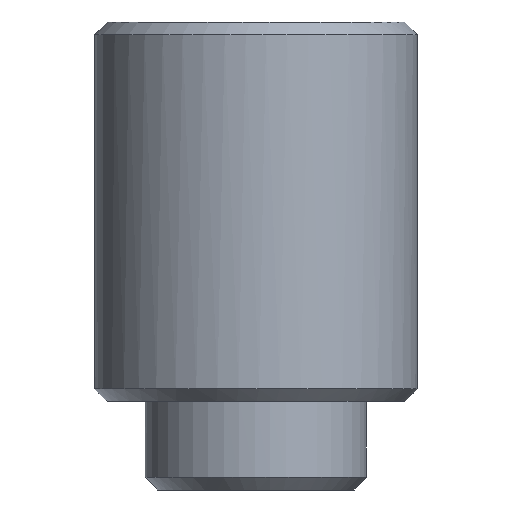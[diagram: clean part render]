
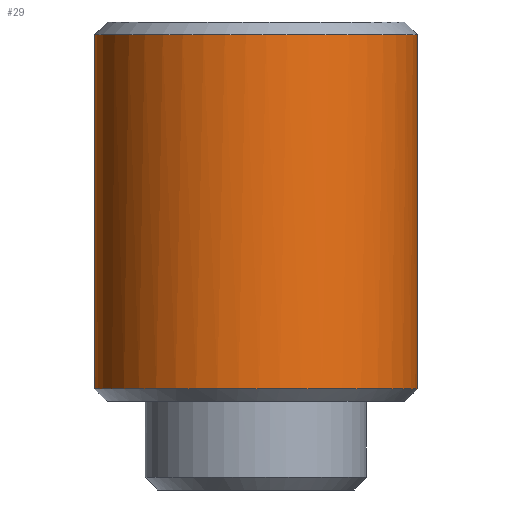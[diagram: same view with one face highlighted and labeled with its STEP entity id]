
A CAD part, front view. The second image highlights one B-rep face of the part: STEP entity #29.
In plain terms, the highlighted free-form (B-spline) face has degree [2, 1] with [9, 2] control points.
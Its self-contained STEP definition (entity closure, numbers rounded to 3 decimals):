
#29=ADVANCED_FACE('',(#75),#760,.T.);
#75=FACE_OUTER_BOUND('',#122,.T.);
#122=EDGE_LOOP('',(#174,#175,#176,#177));
#174=ORIENTED_EDGE('',*,*,#423,.F.);
#175=ORIENTED_EDGE('',*,*,#422,.F.);
#176=ORIENTED_EDGE('',*,*,#423,.T.);
#177=ORIENTED_EDGE('',*,*,#424,.F.);
#422=EDGE_CURVE('',#672,#672,#547,.T.);
#423=EDGE_CURVE('',#672,#673,#623,.T.);
#424=EDGE_CURVE('',#673,#673,#548,.T.);
#547=(
BOUNDED_CURVE()
B_SPLINE_CURVE(2,(#5689,#5690,#5691,#5692,#5693,#5694,#5695,#5696,#5697),
 .UNSPECIFIED.,.T.,.F.)
B_SPLINE_CURVE_WITH_KNOTS((3,2,2,2,3),(0.,3.691,
7.383,11.074,14.765),.UNSPECIFIED.)
CURVE()
GEOMETRIC_REPRESENTATION_ITEM()
RATIONAL_B_SPLINE_CURVE((1.,0.707,1.,0.707,1.,0.707,
1.,0.707,1.))
REPRESENTATION_ITEM('')
);
#548=(
BOUNDED_CURVE()
B_SPLINE_CURVE(2,(#5700,#5701,#5702,#5703,#5704,#5705,#5706,#5707,#5708),
 .UNSPECIFIED.,.T.,.F.)
B_SPLINE_CURVE_WITH_KNOTS((3,2,2,2,3),(0.,3.691,
7.383,11.074,14.765),.UNSPECIFIED.)
CURVE()
GEOMETRIC_REPRESENTATION_ITEM()
RATIONAL_B_SPLINE_CURVE((1.,0.707,1.,0.707,1.,0.707,
1.,0.707,1.))
REPRESENTATION_ITEM('')
);
#623=B_SPLINE_CURVE_WITH_KNOTS('',1,(#5698,#5699),.UNSPECIFIED.,.F.,.F.,
(2,2),(1.212,6.812),.UNSPECIFIED.);
#672=VERTEX_POINT('',#5595);
#673=VERTEX_POINT('',#5596);
#760=(
BOUNDED_SURFACE()
B_SPLINE_SURFACE(2,1,((#854,#855),(#856,#857),(#858,#859),(#860,#861),(#862,
#863),(#864,#865),(#866,#867),(#868,#869),(#870,#871)),.UNSPECIFIED.,.T.,
 .F.,.F.)
B_SPLINE_SURFACE_WITH_KNOTS((3,2,2,2,3),(2,2),(0.,1.571,3.142,
4.712,6.283),(0.,12.024),.UNSPECIFIED.)
GEOMETRIC_REPRESENTATION_ITEM()
RATIONAL_B_SPLINE_SURFACE(((1.,1.),(0.707,0.707),
(1.,1.),(0.707,0.707),(1.,1.),(0.707,
0.707),(1.,1.),(0.707,0.707),(1.,1.)))
REPRESENTATION_ITEM('')
SURFACE()
);
#854=CARTESIAN_POINT('',(37.45,0.,-1.012));
#855=CARTESIAN_POINT('',(37.45,0.,11.012));
#856=CARTESIAN_POINT('',(37.45,-2.55,-1.012));
#857=CARTESIAN_POINT('',(37.45,-2.55,11.012));
#858=CARTESIAN_POINT('',(40.,-2.55,-1.012));
#859=CARTESIAN_POINT('',(40.,-2.55,11.012));
#860=CARTESIAN_POINT('',(42.55,-2.55,-1.012));
#861=CARTESIAN_POINT('',(42.55,-2.55,11.012));
#862=CARTESIAN_POINT('',(42.55,0.,-1.012));
#863=CARTESIAN_POINT('',(42.55,0.,11.012));
#864=CARTESIAN_POINT('',(42.55,2.55,-1.012));
#865=CARTESIAN_POINT('',(42.55,2.55,11.012));
#866=CARTESIAN_POINT('',(40.,2.55,-1.012));
#867=CARTESIAN_POINT('',(40.,2.55,11.012));
#868=CARTESIAN_POINT('',(37.45,2.55,-1.012));
#869=CARTESIAN_POINT('',(37.45,2.55,11.012));
#870=CARTESIAN_POINT('',(37.45,0.,-1.012));
#871=CARTESIAN_POINT('',(37.45,0.,11.012));
#5595=CARTESIAN_POINT('',(37.45,0.,0.2));
#5596=CARTESIAN_POINT('',(37.45,0.,5.8));
#5689=CARTESIAN_POINT('',(37.45,0.,0.2));
#5690=CARTESIAN_POINT('',(37.45,2.55,0.2));
#5691=CARTESIAN_POINT('',(40.,2.55,0.2));
#5692=CARTESIAN_POINT('',(42.55,2.55,0.2));
#5693=CARTESIAN_POINT('',(42.55,0.,0.2));
#5694=CARTESIAN_POINT('',(42.55,-2.55,0.2));
#5695=CARTESIAN_POINT('',(40.,-2.55,0.2));
#5696=CARTESIAN_POINT('',(37.45,-2.55,0.2));
#5697=CARTESIAN_POINT('',(37.45,0.,0.2));
#5698=CARTESIAN_POINT('',(37.45,0.,0.2));
#5699=CARTESIAN_POINT('',(37.45,0.,5.8));
#5700=CARTESIAN_POINT('',(37.45,0.,5.8));
#5701=CARTESIAN_POINT('',(37.45,-2.55,5.8));
#5702=CARTESIAN_POINT('',(40.,-2.55,5.8));
#5703=CARTESIAN_POINT('',(42.55,-2.55,5.8));
#5704=CARTESIAN_POINT('',(42.55,0.,5.8));
#5705=CARTESIAN_POINT('',(42.55,2.55,5.8));
#5706=CARTESIAN_POINT('',(40.,2.55,5.8));
#5707=CARTESIAN_POINT('',(37.45,2.55,5.8));
#5708=CARTESIAN_POINT('',(37.45,0.,5.8));
